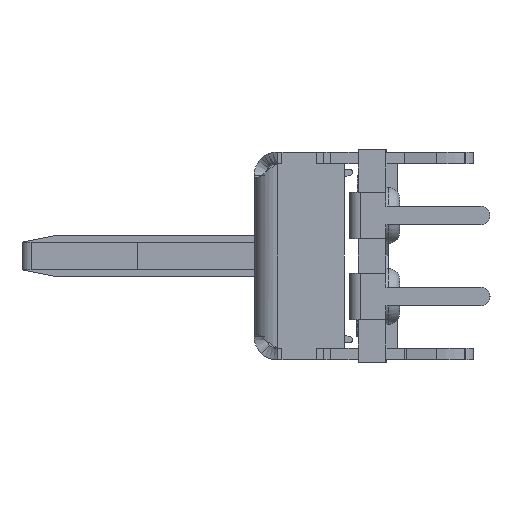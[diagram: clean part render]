
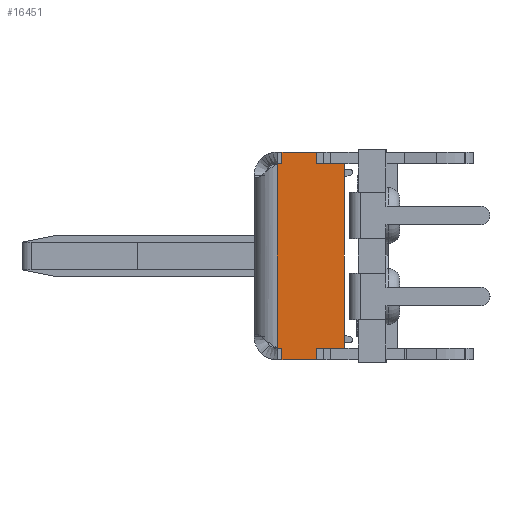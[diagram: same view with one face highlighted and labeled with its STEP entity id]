
A CAD part, left-side view. The second image highlights one B-rep face of the part: STEP entity #16451.
In plain terms, the highlighted planar face has unit normal (-1, 0, 0).
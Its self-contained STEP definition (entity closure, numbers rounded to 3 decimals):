
#3627=CARTESIAN_POINT('',(-37.5,-5.4,-4.25));
#3629=DIRECTION('',(0.,0.,-1.));
#3630=VECTOR('',#3629,8.);
#3631=CARTESIAN_POINT('',(-37.5,-5.4,-4.25));
#3632=LINE('',#3631,#3630);
#3656=DIRECTION('',(0.,1.,0.));
#3657=VECTOR('',#3656,0.2);
#3658=CARTESIAN_POINT('',(-37.5,-5.6,-4.25));
#3659=LINE('',#3658,#3657);
#3668=DIRECTION('',(0.,1.,0.));
#3669=VECTOR('',#3668,0.2);
#3670=CARTESIAN_POINT('',(-37.5,-5.6,-12.25));
#3671=LINE('',#3670,#3669);
#3672=DIRECTION('',(0.,1.,0.));
#3673=VECTOR('',#3672,1.2);
#3674=CARTESIAN_POINT('',(-37.5,-8.3,-12.25));
#3675=LINE('',#3674,#3673);
#3680=DIRECTION('',(0.,0.,-1.));
#3681=VECTOR('',#3680,8.);
#3682=CARTESIAN_POINT('',(-37.5,-8.3,-4.25));
#3683=LINE('',#3682,#3681);
#3696=DIRECTION('',(0.,0.,1.));
#3697=VECTOR('',#3696,0.5);
#3698=CARTESIAN_POINT('',(-37.5,-5.6,-12.75));
#3699=LINE('',#3698,#3697);
#3708=DIRECTION('',(0.,1.,0.));
#3709=VECTOR('',#3708,1.5);
#3710=CARTESIAN_POINT('',(-37.5,-7.1,-12.75));
#3711=LINE('',#3710,#3709);
#3720=DIRECTION('',(0.,0.,-1.));
#3721=VECTOR('',#3720,0.5);
#3722=CARTESIAN_POINT('',(-37.5,-7.1,-12.25));
#3723=LINE('',#3722,#3721);
#3744=DIRECTION('',(0.,1.,0.));
#3745=VECTOR('',#3744,1.2);
#3746=CARTESIAN_POINT('',(-37.5,-8.3,-4.25));
#3747=LINE('',#3746,#3745);
#3756=DIRECTION('',(0.,0.,1.));
#3757=VECTOR('',#3756,0.5);
#3758=CARTESIAN_POINT('',(-37.5,-7.1,-4.25));
#3759=LINE('',#3758,#3757);
#3768=DIRECTION('',(0.,1.,0.));
#3769=VECTOR('',#3768,1.5);
#3770=CARTESIAN_POINT('',(-37.5,-7.1,-3.75));
#3771=LINE('',#3770,#3769);
#3780=DIRECTION('',(0.,0.,-1.));
#3781=VECTOR('',#3780,0.5);
#3782=CARTESIAN_POINT('',(-37.5,-5.6,-3.75));
#3783=LINE('',#3782,#3781);
#10016=VERTEX_POINT('',#3627);
#10017=CARTESIAN_POINT('',(-37.5,-5.4,-12.25));
#10018=VERTEX_POINT('',#10017);
#10571=CARTESIAN_POINT('',(-37.5,-5.6,-12.25));
#10572=VERTEX_POINT('',#10571);
#10575=CARTESIAN_POINT('',(-37.5,-8.3,-12.25));
#10576=CARTESIAN_POINT('',(-37.5,-7.1,-12.25));
#10577=VERTEX_POINT('',#10575);
#10578=VERTEX_POINT('',#10576);
#10579=CARTESIAN_POINT('',(-37.5,-7.1,-12.75));
#10580=VERTEX_POINT('',#10579);
#10581=CARTESIAN_POINT('',(-37.5,-5.6,-12.75));
#10582=VERTEX_POINT('',#10581);
#10583=CARTESIAN_POINT('',(-37.5,-5.6,-4.25));
#10584=VERTEX_POINT('',#10583);
#10585=CARTESIAN_POINT('',(-37.5,-5.6,-3.75));
#10586=VERTEX_POINT('',#10585);
#10587=CARTESIAN_POINT('',(-37.5,-7.1,-3.75));
#10588=VERTEX_POINT('',#10587);
#10589=CARTESIAN_POINT('',(-37.5,-7.1,-4.25));
#10590=VERTEX_POINT('',#10589);
#10591=CARTESIAN_POINT('',(-37.5,-8.3,-4.25));
#10592=VERTEX_POINT('',#10591);
#16422=CARTESIAN_POINT('',(-37.5,-6.85,-8.25));
#16423=DIRECTION('',(1.,0.,0.));
#16424=DIRECTION('',(0.,0.,1.));
#16425=AXIS2_PLACEMENT_3D('',#16422,#16423,#16424);
#16426=PLANE('',#16425);
#16428=ORIENTED_EDGE('',*,*,#16427,.T.);
#16430=ORIENTED_EDGE('',*,*,#16429,.T.);
#16432=ORIENTED_EDGE('',*,*,#16431,.T.);
#16434=ORIENTED_EDGE('',*,*,#16433,.T.);
#16436=ORIENTED_EDGE('',*,*,#16435,.T.);
#16437=ORIENTED_EDGE('',*,*,#16366,.F.);
#16438=ORIENTED_EDGE('',*,*,#16412,.F.);
#16440=ORIENTED_EDGE('',*,*,#16439,.F.);
#16442=ORIENTED_EDGE('',*,*,#16441,.F.);
#16444=ORIENTED_EDGE('',*,*,#16443,.F.);
#16446=ORIENTED_EDGE('',*,*,#16445,.F.);
#16448=ORIENTED_EDGE('',*,*,#16447,.T.);
#16449=EDGE_LOOP('',(#16428,#16430,#16432,#16434,#16436,#16437,#16438,#16440,
#16442,#16444,#16446,#16448));
#16450=FACE_OUTER_BOUND('',#16449,.F.);
#16451=ADVANCED_FACE('',(#16450),#16426,.F.);
#16366=EDGE_CURVE('',#10016,#10018,#3632,.T.);
#16412=EDGE_CURVE('',#10584,#10016,#3659,.T.);
#16427=EDGE_CURVE('',#10577,#10578,#3675,.T.);
#16429=EDGE_CURVE('',#10578,#10580,#3723,.T.);
#16431=EDGE_CURVE('',#10580,#10582,#3711,.T.);
#16433=EDGE_CURVE('',#10582,#10572,#3699,.T.);
#16435=EDGE_CURVE('',#10572,#10018,#3671,.T.);
#16439=EDGE_CURVE('',#10586,#10584,#3783,.T.);
#16441=EDGE_CURVE('',#10588,#10586,#3771,.T.);
#16443=EDGE_CURVE('',#10590,#10588,#3759,.T.);
#16445=EDGE_CURVE('',#10592,#10590,#3747,.T.);
#16447=EDGE_CURVE('',#10592,#10577,#3683,.T.);
